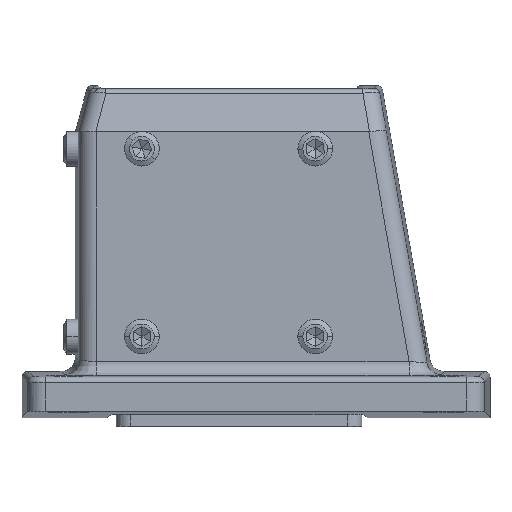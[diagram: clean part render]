
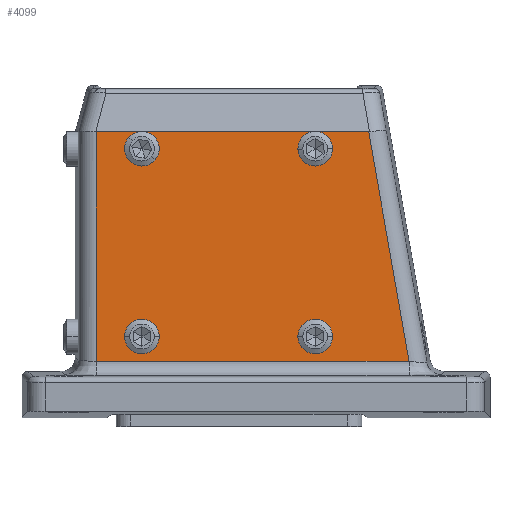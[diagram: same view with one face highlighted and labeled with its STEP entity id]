
A CAD part, top view. The second image highlights one B-rep face of the part: STEP entity #4099.
In plain terms, the highlighted planar face has unit normal (0, 0, 1).
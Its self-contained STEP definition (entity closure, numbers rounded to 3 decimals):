
#56 = DIRECTION ( 'NONE',  ( 0., 1., 0. ) ) ;
#155 = CIRCLE ( 'NONE', #2573, 5.1 ) ;
#275 = CARTESIAN_POINT ( 'NONE',  ( -30., 28., 53. ) ) ;
#433 = EDGE_CURVE ( 'NONE', #3905, #4788, #6306, .T. ) ;
#453 = CARTESIAN_POINT ( 'NONE',  ( -100., 98.817, 53. ) ) ;
#460 = ORIENTED_EDGE ( 'NONE', *, *, #9521, .T. ) ;
#561 = FACE_OUTER_BOUND ( 'NONE', #3950, .T. ) ;
#582 = EDGE_CURVE ( 'NONE', #7770, #3254, #3359, .T. ) ;
#793 = FACE_BOUND ( 'NONE', #6283, .T. ) ;
#804 = AXIS2_PLACEMENT_3D ( 'NONE', #9085, #4551, #56 ) ;
#1035 = DIRECTION ( 'NONE',  ( 0., 1., 0. ) ) ;
#1079 = CARTESIAN_POINT ( 'NONE',  ( -24.9, 93., 53. ) ) ;
#1160 = ORIENTED_EDGE ( 'NONE', *, *, #9291, .T. ) ;
#1193 = DIRECTION ( 'NONE',  ( 0., 0., -1. ) ) ;
#1449 = EDGE_CURVE ( 'NONE', #2873, #3385, #155, .T. ) ;
#1491 = CARTESIAN_POINT ( 'NONE',  ( 30., 28., 53. ) ) ;
#1560 = LINE ( 'NONE', #5990, #3326 ) ;
#1651 = CARTESIAN_POINT ( 'NONE',  ( -30., 93., 53. ) ) ;
#1677 = DIRECTION ( 'NONE',  ( 0., 0., -1. ) ) ;
#1731 = EDGE_CURVE ( 'NONE', #4073, #9117, #3556, .T. ) ;
#1812 = CARTESIAN_POINT ( 'NONE',  ( 24.9, 28., 53. ) ) ;
#1922 = ORIENTED_EDGE ( 'NONE', *, *, #1449, .T. ) ;
#2047 = CARTESIAN_POINT ( 'NONE',  ( 62.498, 19.483, 53. ) ) ;
#2075 = ORIENTED_EDGE ( 'NONE', *, *, #7289, .F. ) ;
#2251 = DIRECTION ( 'NONE',  ( 0., 1., 0. ) ) ;
#2273 = DIRECTION ( 'NONE',  ( 0., 1., 0. ) ) ;
#2423 = DIRECTION ( 'NONE',  ( 0., 1., 0. ) ) ;
#2532 = ORIENTED_EDGE ( 'NONE', *, *, #3163, .T. ) ;
#2546 = AXIS2_PLACEMENT_3D ( 'NONE', #1651, #6911, #2423 ) ;
#2552 = FACE_BOUND ( 'NONE', #7948, .T. ) ;
#2573 = AXIS2_PLACEMENT_3D ( 'NONE', #6191, #1677, #6931 ) ;
#2639 = DIRECTION ( 'NONE',  ( 0., 1., 0. ) ) ;
#2873 = VERTEX_POINT ( 'NONE', #1812 ) ;
#3020 = EDGE_CURVE ( 'NONE', #9735, #7570, #3182, .T. ) ;
#3034 = CARTESIAN_POINT ( 'NONE',  ( -30., 28., 53. ) ) ;
#3163 = EDGE_CURVE ( 'NONE', #3385, #2873, #6474, .T. ) ;
#3182 = CIRCLE ( 'NONE', #8175, 5.1 ) ;
#3216 = AXIS2_PLACEMENT_3D ( 'NONE', #453, #1193, #6455 ) ;
#3254 = VERTEX_POINT ( 'NONE', #9279 ) ;
#3326 = VECTOR ( 'NONE', #8261, 1000. ) ;
#3359 = CIRCLE ( 'NONE', #5015, 5.1 ) ;
#3385 = VERTEX_POINT ( 'NONE', #3503 ) ;
#3397 = CARTESIAN_POINT ( 'NONE',  ( 30., 93., 53. ) ) ;
#3424 = VECTOR ( 'NONE', #5663, 1000. ) ;
#3441 = VERTEX_POINT ( 'NONE', #2047 ) ;
#3459 = DIRECTION ( 'NONE',  ( 0., -1., 0. ) ) ;
#3503 = CARTESIAN_POINT ( 'NONE',  ( 35.1, 28., 53. ) ) ;
#3556 = LINE ( 'NONE', #4200, #9112 ) ;
#3905 = VERTEX_POINT ( 'NONE', #8883 ) ;
#3950 = EDGE_LOOP ( 'NONE', ( #9018, #4255, #460, #2075 ) ) ;
#4073 = VERTEX_POINT ( 'NONE', #7871 ) ;
#4099 = ADVANCED_FACE ( 'NONE', ( #793, #8555, #4537, #2552, #561 ), #4942, .F. ) ;
#4176 = CARTESIAN_POINT ( 'NONE',  ( 63.357, 19.483, 53. ) ) ;
#4178 = EDGE_LOOP ( 'NONE', ( #8492, #9569 ) ) ;
#4179 = DIRECTION ( 'NONE',  ( 0., 0., -1. ) ) ;
#4200 = CARTESIAN_POINT ( 'NONE',  ( -45.767, 98.817, 53. ) ) ;
#4227 = CIRCLE ( 'NONE', #9137, 5.1 ) ;
#4255 = ORIENTED_EDGE ( 'NONE', *, *, #8100, .T. ) ;
#4537 = FACE_BOUND ( 'NONE', #6986, .T. ) ;
#4551 = DIRECTION ( 'NONE',  ( 0., 0., -1. ) ) ;
#4613 = ORIENTED_EDGE ( 'NONE', *, *, #433, .T. ) ;
#4788 = VERTEX_POINT ( 'NONE', #8947 ) ;
#4827 = CARTESIAN_POINT ( 'NONE',  ( -35.1, 93., 53. ) ) ;
#4858 = EDGE_CURVE ( 'NONE', #3254, #7770, #7108, .T. ) ;
#4942 = PLANE ( 'NONE',  #3216 ) ;
#4950 = LINE ( 'NONE', #6425, #3424 ) ;
#5015 = AXIS2_PLACEMENT_3D ( 'NONE', #3397, #7892, #2639 ) ;
#5179 = CARTESIAN_POINT ( 'NONE',  ( -45.767, 19.483, 53. ) ) ;
#5345 = CARTESIAN_POINT ( 'NONE',  ( 35.1, 93., 53. ) ) ;
#5473 = AXIS2_PLACEMENT_3D ( 'NONE', #1491, #6743, #2251 ) ;
#5487 = VERTEX_POINT ( 'NONE', #9310 ) ;
#5527 = DIRECTION ( 'NONE',  ( 0., 0., -1. ) ) ;
#5657 = VECTOR ( 'NONE', #7977, 1000. ) ;
#5663 = DIRECTION ( 'NONE',  ( -0.174, 0.985, 0. ) ) ;
#5990 = CARTESIAN_POINT ( 'NONE',  ( -100., 98.817, 53. ) ) ;
#6191 = CARTESIAN_POINT ( 'NONE',  ( 30., 28., 53. ) ) ;
#6283 = EDGE_LOOP ( 'NONE', ( #9644, #1160 ) ) ;
#6306 = CIRCLE ( 'NONE', #8224, 5.1 ) ;
#6425 = CARTESIAN_POINT ( 'NONE',  ( 44.031, 124.214, 53. ) ) ;
#6455 = DIRECTION ( 'NONE',  ( 0., 1., 0. ) ) ;
#6474 = CIRCLE ( 'NONE', #5473, 5.1 ) ;
#6743 = DIRECTION ( 'NONE',  ( 0., 0., -1. ) ) ;
#6911 = DIRECTION ( 'NONE',  ( 0., 0., -1. ) ) ;
#6931 = DIRECTION ( 'NONE',  ( 0., 1., 0. ) ) ;
#6986 = EDGE_LOOP ( 'NONE', ( #2532, #1922 ) ) ;
#7108 = CIRCLE ( 'NONE', #804, 5.1 ) ;
#7289 = EDGE_CURVE ( 'NONE', #4073, #5487, #1560, .T. ) ;
#7422 = CIRCLE ( 'NONE', #2546, 5.1 ) ;
#7518 = DIRECTION ( 'NONE',  ( 0., 0., -1. ) ) ;
#7570 = VERTEX_POINT ( 'NONE', #4827 ) ;
#7645 = LINE ( 'NONE', #4176, #5657 ) ;
#7770 = VERTEX_POINT ( 'NONE', #5345 ) ;
#7871 = CARTESIAN_POINT ( 'NONE',  ( -45.767, 98.817, 53. ) ) ;
#7892 = DIRECTION ( 'NONE',  ( 0., 0., -1. ) ) ;
#7948 = EDGE_LOOP ( 'NONE', ( #4613, #9395 ) ) ;
#7977 = DIRECTION ( 'NONE',  ( 1., 0., 0. ) ) ;
#8100 = EDGE_CURVE ( 'NONE', #9117, #3441, #7645, .T. ) ;
#8175 = AXIS2_PLACEMENT_3D ( 'NONE', #8704, #4179, #9468 ) ;
#8224 = AXIS2_PLACEMENT_3D ( 'NONE', #3034, #7518, #2273 ) ;
#8261 = DIRECTION ( 'NONE',  ( 1., 0., 0. ) ) ;
#8333 = EDGE_CURVE ( 'NONE', #4788, #3905, #4227, .T. ) ;
#8492 = ORIENTED_EDGE ( 'NONE', *, *, #582, .T. ) ;
#8555 = FACE_BOUND ( 'NONE', #4178, .T. ) ;
#8704 = CARTESIAN_POINT ( 'NONE',  ( -30., 93., 53. ) ) ;
#8883 = CARTESIAN_POINT ( 'NONE',  ( -24.9, 28., 53. ) ) ;
#8947 = CARTESIAN_POINT ( 'NONE',  ( -35.1, 28., 53. ) ) ;
#9018 = ORIENTED_EDGE ( 'NONE', *, *, #1731, .T. ) ;
#9085 = CARTESIAN_POINT ( 'NONE',  ( 30., 93., 53. ) ) ;
#9112 = VECTOR ( 'NONE', #3459, 1000. ) ;
#9117 = VERTEX_POINT ( 'NONE', #5179 ) ;
#9137 = AXIS2_PLACEMENT_3D ( 'NONE', #275, #5527, #1035 ) ;
#9279 = CARTESIAN_POINT ( 'NONE',  ( 24.9, 93., 53. ) ) ;
#9291 = EDGE_CURVE ( 'NONE', #7570, #9735, #7422, .T. ) ;
#9310 = CARTESIAN_POINT ( 'NONE',  ( 48.509, 98.817, 53. ) ) ;
#9395 = ORIENTED_EDGE ( 'NONE', *, *, #8333, .T. ) ;
#9468 = DIRECTION ( 'NONE',  ( 0., 1., 0. ) ) ;
#9521 = EDGE_CURVE ( 'NONE', #3441, #5487, #4950, .T. ) ;
#9569 = ORIENTED_EDGE ( 'NONE', *, *, #4858, .T. ) ;
#9644 = ORIENTED_EDGE ( 'NONE', *, *, #3020, .T. ) ;
#9735 = VERTEX_POINT ( 'NONE', #1079 ) ;
